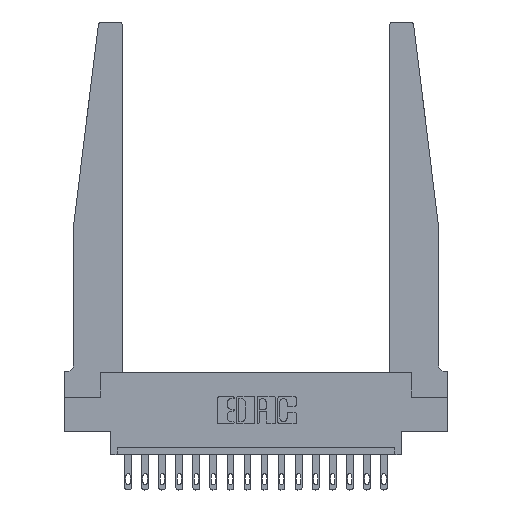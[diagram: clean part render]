
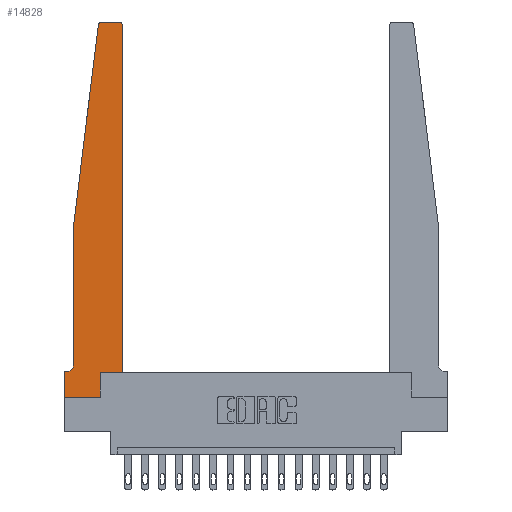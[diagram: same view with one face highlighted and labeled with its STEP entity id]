
A CAD part, top view. The second image highlights one B-rep face of the part: STEP entity #14828.
In plain terms, the highlighted planar face has unit normal (0, 0, 1).
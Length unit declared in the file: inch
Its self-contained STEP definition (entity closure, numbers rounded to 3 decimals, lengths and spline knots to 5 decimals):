
#279 = FACE_OUTER_BOUND ( 'NONE', #5368, .T. ) ;
#1180 = CARTESIAN_POINT ( 'NONE',  ( 0.395, 2.72, 0.37 ) ) ;
#1380 = CARTESIAN_POINT ( 'NONE',  ( 0.425, 0.18, 0.37 ) ) ;
#2180 = CARTESIAN_POINT ( 'NONE',  ( 0.065, 1.25, 0.37 ) ) ;
#2183 = ORIENTED_EDGE ( 'NONE', *, *, #10064, .T. ) ;
#2516 = DIRECTION ( 'NONE',  ( 1., 0., 0. ) ) ;
#3086 = LINE ( 'NONE', #11603, #15905 ) ;
#3407 = EDGE_CURVE ( 'NONE', #10427, #11174, #4848, .T. ) ;
#3470 = VECTOR ( 'NONE', #7744, 39.37008 ) ;
#3678 = CARTESIAN_POINT ( 'NONE',  ( 0.425, 0.18, 0.37 ) ) ;
#3710 = ORIENTED_EDGE ( 'NONE', *, *, #8742, .T. ) ;
#3750 = LINE ( 'NONE', #9718, #5299 ) ;
#3785 = EDGE_CURVE ( 'NONE', #7528, #15083, #4850, .T. ) ;
#3911 = EDGE_CURVE ( 'NONE', #15083, #11353, #5436, .T. ) ;
#3913 = CARTESIAN_POINT ( 'NONE',  ( 0.065, 0.1875, 0.37 ) ) ;
#4083 = ORIENTED_EDGE ( 'NONE', *, *, #12382, .T. ) ;
#4661 = CARTESIAN_POINT ( 'NONE',  ( 0.2605, 0., 0.37 ) ) ;
#4848 = LINE ( 'NONE', #16677, #12381 ) ;
#4850 = CIRCLE ( 'NONE', #16333, 0.03 ) ;
#4975 = ORIENTED_EDGE ( 'NONE', *, *, #3785, .T. ) ;
#5245 = DIRECTION ( 'NONE',  ( -0.122, -0.992, 0. ) ) ;
#5299 = VECTOR ( 'NONE', #2516, 39.37008 ) ;
#5368 = EDGE_LOOP ( 'NONE', ( #16316, #6740, #2183, #8719, #18050, #3710, #17851, #10225, #10144, #16832, #4083, #4975 ) ) ;
#5373 = EDGE_CURVE ( 'NONE', #11174, #8377, #7314, .T. ) ;
#5436 = LINE ( 'NONE', #11201, #8178 ) ;
#5815 = DIRECTION ( 'NONE',  ( 1., 0., 0. ) ) ;
#5840 = DIRECTION ( 'NONE',  ( 1., 0., 0. ) ) ;
#6045 = PLANE ( 'NONE',  #11436 ) ;
#6188 = VECTOR ( 'NONE', #5245, 39.37008 ) ;
#6419 = VERTEX_POINT ( 'NONE', #16025 ) ;
#6618 = DIRECTION ( 'NONE',  ( 0., -1., 0. ) ) ;
#6740 = ORIENTED_EDGE ( 'NONE', *, *, #9166, .T. ) ;
#6809 = DIRECTION ( 'NONE',  ( 1., 0., 0. ) ) ;
#7026 = CARTESIAN_POINT ( 'NONE',  ( 0.27653, 2.75, 0.37 ) ) ;
#7037 = EDGE_CURVE ( 'NONE', #16486, #6419, #10763, .T. ) ;
#7314 = CIRCLE ( 'NONE', #12441, 0.05 ) ;
#7528 = VERTEX_POINT ( 'NONE', #14390 ) ;
#7744 = DIRECTION ( 'NONE',  ( 0., 1., 0. ) ) ;
#8178 = VECTOR ( 'NONE', #16991, 39.37008 ) ;
#8377 = VERTEX_POINT ( 'NONE', #8677 ) ;
#8677 = CARTESIAN_POINT ( 'NONE',  ( 0.015, 0.1875, 0.37 ) ) ;
#8719 = ORIENTED_EDGE ( 'NONE', *, *, #3407, .T. ) ;
#8742 = EDGE_CURVE ( 'NONE', #8377, #16486, #16599, .T. ) ;
#8924 = DIRECTION ( 'NONE',  ( -1., 0., 0. ) ) ;
#9166 = EDGE_CURVE ( 'NONE', #11353, #9438, #10983, .T. ) ;
#9180 = AXIS2_PLACEMENT_3D ( 'NONE', #15511, #9822, #6809 ) ;
#9243 = DIRECTION ( 'NONE',  ( 1., 0., 0. ) ) ;
#9438 = VERTEX_POINT ( 'NONE', #16262 ) ;
#9718 = CARTESIAN_POINT ( 'NONE',  ( 0.425, 0.18, 0.37 ) ) ;
#9761 = VECTOR ( 'NONE', #6618, 39.37008 ) ;
#9822 = DIRECTION ( 'NONE',  ( 0., 0., 1. ) ) ;
#10064 = EDGE_CURVE ( 'NONE', #9438, #10427, #11109, .T. ) ;
#10144 = ORIENTED_EDGE ( 'NONE', *, *, #15881, .T. ) ;
#10225 = ORIENTED_EDGE ( 'NONE', *, *, #11750, .T. ) ;
#10427 = VERTEX_POINT ( 'NONE', #2180 ) ;
#10763 = LINE ( 'NONE', #17871, #9761 ) ;
#10888 = VERTEX_POINT ( 'NONE', #3678 ) ;
#10983 = CIRCLE ( 'NONE', #9180, 0.03 ) ;
#11109 = LINE ( 'NONE', #18210, #6188 ) ;
#11174 = VERTEX_POINT ( 'NONE', #17532 ) ;
#11201 = CARTESIAN_POINT ( 'NONE',  ( 0.25, 2.75, 0.37 ) ) ;
#11255 = VERTEX_POINT ( 'NONE', #4661 ) ;
#11353 = VERTEX_POINT ( 'NONE', #7026 ) ;
#11436 = AXIS2_PLACEMENT_3D ( 'NONE', #16166, #11793, #9243 ) ;
#11603 = CARTESIAN_POINT ( 'NONE',  ( 0., 0., 0.37 ) ) ;
#11675 = DIRECTION ( 'NONE',  ( 0., 1., 0. ) ) ;
#11750 = EDGE_CURVE ( 'NONE', #6419, #11255, #3086, .T. ) ;
#11793 = DIRECTION ( 'NONE',  ( 0., 0., 1. ) ) ;
#11890 = LINE ( 'NONE', #17674, #3470 ) ;
#12010 = DIRECTION ( 'NONE',  ( 0., 0., -1. ) ) ;
#12381 = VECTOR ( 'NONE', #15068, 39.37008 ) ;
#12382 = EDGE_CURVE ( 'NONE', #10888, #7528, #15858, .T. ) ;
#12441 = AXIS2_PLACEMENT_3D ( 'NONE', #14960, #12010, #8924 ) ;
#14161 = CARTESIAN_POINT ( 'NONE',  ( 0.395, 2.75, 0.37 ) ) ;
#14232 = CARTESIAN_POINT ( 'NONE',  ( 0., 0.1875, 0.37 ) ) ;
#14390 = CARTESIAN_POINT ( 'NONE',  ( 0.425, 2.72, 0.37 ) ) ;
#14516 = CARTESIAN_POINT ( 'NONE',  ( 0.2605, 0.18, 0.37 ) ) ;
#14828 = ADVANCED_FACE ( 'NONE', ( #279 ), #6045, .T. ) ;
#14905 = VECTOR ( 'NONE', #15176, 39.37008 ) ;
#14960 = CARTESIAN_POINT ( 'NONE',  ( 0.015, 0.2375, 0.37 ) ) ;
#15068 = DIRECTION ( 'NONE',  ( 0., -1., 0. ) ) ;
#15083 = VERTEX_POINT ( 'NONE', #14161 ) ;
#15176 = DIRECTION ( 'NONE',  ( -1., 0., 0. ) ) ;
#15511 = CARTESIAN_POINT ( 'NONE',  ( 0.27653, 2.72, 0.37 ) ) ;
#15663 = DIRECTION ( 'NONE',  ( 0., 0., 1. ) ) ;
#15858 = LINE ( 'NONE', #1380, #16217 ) ;
#15881 = EDGE_CURVE ( 'NONE', #11255, #16446, #11890, .T. ) ;
#15905 = VECTOR ( 'NONE', #5840, 39.37008 ) ;
#16025 = CARTESIAN_POINT ( 'NONE',  ( 0., 0., 0.37 ) ) ;
#16062 = EDGE_CURVE ( 'NONE', #16446, #10888, #3750, .T. ) ;
#16166 = CARTESIAN_POINT ( 'NONE',  ( 0., 0.1875, 0.37 ) ) ;
#16217 = VECTOR ( 'NONE', #11675, 39.37008 ) ;
#16262 = CARTESIAN_POINT ( 'NONE',  ( 0.24675, 2.72367, 0.37 ) ) ;
#16316 = ORIENTED_EDGE ( 'NONE', *, *, #3911, .T. ) ;
#16333 = AXIS2_PLACEMENT_3D ( 'NONE', #1180, #15663, #5815 ) ;
#16446 = VERTEX_POINT ( 'NONE', #14516 ) ;
#16486 = VERTEX_POINT ( 'NONE', #14232 ) ;
#16599 = LINE ( 'NONE', #3913, #14905 ) ;
#16677 = CARTESIAN_POINT ( 'NONE',  ( 0.065, 1.25, 0.37 ) ) ;
#16832 = ORIENTED_EDGE ( 'NONE', *, *, #16062, .T. ) ;
#16991 = DIRECTION ( 'NONE',  ( -1., 0., 0. ) ) ;
#17532 = CARTESIAN_POINT ( 'NONE',  ( 0.065, 0.2375, 0.37 ) ) ;
#17674 = CARTESIAN_POINT ( 'NONE',  ( 0.2605, 0.18, 0.37 ) ) ;
#17851 = ORIENTED_EDGE ( 'NONE', *, *, #7037, .T. ) ;
#17871 = CARTESIAN_POINT ( 'NONE',  ( 0., 0., 0.37 ) ) ;
#18050 = ORIENTED_EDGE ( 'NONE', *, *, #5373, .T. ) ;
#18210 = CARTESIAN_POINT ( 'NONE',  ( 0.065, 1.25, 0.37 ) ) ;
